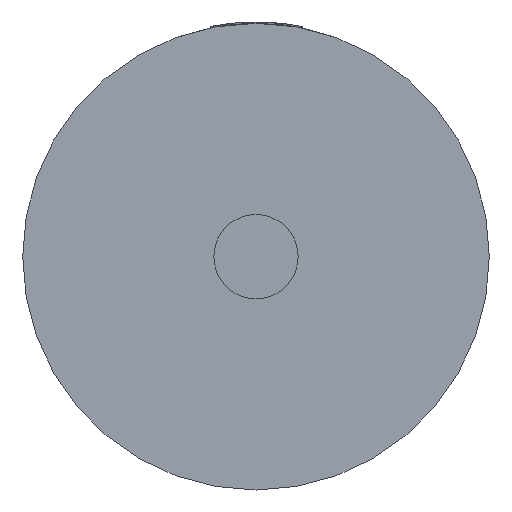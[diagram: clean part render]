
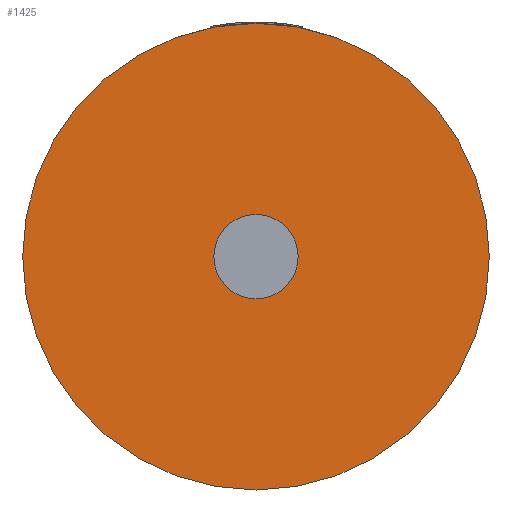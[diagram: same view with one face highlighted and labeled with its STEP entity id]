
A CAD part, front view. The second image highlights one B-rep face of the part: STEP entity #1425.
In plain terms, the highlighted planar face has unit normal (0, -1, 0).
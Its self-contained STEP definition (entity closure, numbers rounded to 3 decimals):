
#10 = CIRCLE ( 'NONE', #2242, 1.8 ) ;
#82 = ORIENTED_EDGE ( 'NONE', *, *, #1664, .F. ) ;
#133 = DIRECTION ( 'NONE',  ( 0., 0., 1. ) ) ;
#145 = DIRECTION ( 'NONE',  ( 0., -1., 0. ) ) ;
#239 = CARTESIAN_POINT ( 'NONE',  ( 0., 0., -0.325 ) ) ;
#276 = ORIENTED_EDGE ( 'NONE', *, *, #1796, .F. ) ;
#338 = EDGE_LOOP ( 'NONE', ( #82, #2368 ) ) ;
#356 = EDGE_CURVE ( 'NONE', #762, #1362, #2664, .T. ) ;
#448 = AXIS2_PLACEMENT_3D ( 'NONE', #496, #946, #2481 ) ;
#496 = CARTESIAN_POINT ( 'NONE',  ( 0., 0., 0. ) ) ;
#530 = AXIS2_PLACEMENT_3D ( 'NONE', #2704, #2088, #536 ) ;
#536 = DIRECTION ( 'NONE',  ( 0., 0., 1. ) ) ;
#648 = AXIS2_PLACEMENT_3D ( 'NONE', #2460, #145, #1218 ) ;
#730 = FACE_BOUND ( 'NONE', #338, .T. ) ;
#762 = VERTEX_POINT ( 'NONE', #239 ) ;
#777 = CARTESIAN_POINT ( 'NONE',  ( 0., 0., 0. ) ) ;
#946 = DIRECTION ( 'NONE',  ( 0., -1., 0. ) ) ;
#985 = DIRECTION ( 'NONE',  ( 0., 1., 0. ) ) ;
#1009 = EDGE_CURVE ( 'NONE', #1506, #2419, #1691, .T. ) ;
#1051 = CARTESIAN_POINT ( 'NONE',  ( 0., 0., 1.8 ) ) ;
#1218 = DIRECTION ( 'NONE',  ( 0., 0., 1. ) ) ;
#1226 = PLANE ( 'NONE',  #2546 ) ;
#1229 = DIRECTION ( 'NONE',  ( 0., 1., 0. ) ) ;
#1235 = DIRECTION ( 'NONE',  ( 0., 0., 1. ) ) ;
#1316 = FACE_OUTER_BOUND ( 'NONE', #2131, .T. ) ;
#1362 = VERTEX_POINT ( 'NONE', #2256 ) ;
#1425 = ADVANCED_FACE ( 'NONE', ( #1316, #730 ), #1226, .F. ) ;
#1506 = VERTEX_POINT ( 'NONE', #1051 ) ;
#1542 = ORIENTED_EDGE ( 'NONE', *, *, #1009, .F. ) ;
#1664 = EDGE_CURVE ( 'NONE', #1362, #762, #2034, .T. ) ;
#1688 = CARTESIAN_POINT ( 'NONE',  ( 0., 0., -1.8 ) ) ;
#1691 = CIRCLE ( 'NONE', #530, 1.8 ) ;
#1796 = EDGE_CURVE ( 'NONE', #2419, #1506, #10, .T. ) ;
#2034 = CIRCLE ( 'NONE', #448, 0.325 ) ;
#2088 = DIRECTION ( 'NONE',  ( 0., 1., 0. ) ) ;
#2131 = EDGE_LOOP ( 'NONE', ( #276, #1542 ) ) ;
#2242 = AXIS2_PLACEMENT_3D ( 'NONE', #777, #1229, #133 ) ;
#2256 = CARTESIAN_POINT ( 'NONE',  ( 0., 0., 0.325 ) ) ;
#2368 = ORIENTED_EDGE ( 'NONE', *, *, #356, .F. ) ;
#2419 = VERTEX_POINT ( 'NONE', #1688 ) ;
#2460 = CARTESIAN_POINT ( 'NONE',  ( 0., 0., 0. ) ) ;
#2481 = DIRECTION ( 'NONE',  ( 0., 0., 1. ) ) ;
#2546 = AXIS2_PLACEMENT_3D ( 'NONE', #2731, #985, #1235 ) ;
#2664 = CIRCLE ( 'NONE', #648, 0.325 ) ;
#2704 = CARTESIAN_POINT ( 'NONE',  ( 0., 0., 0. ) ) ;
#2731 = CARTESIAN_POINT ( 'NONE',  ( 0., 0., 0. ) ) ;
